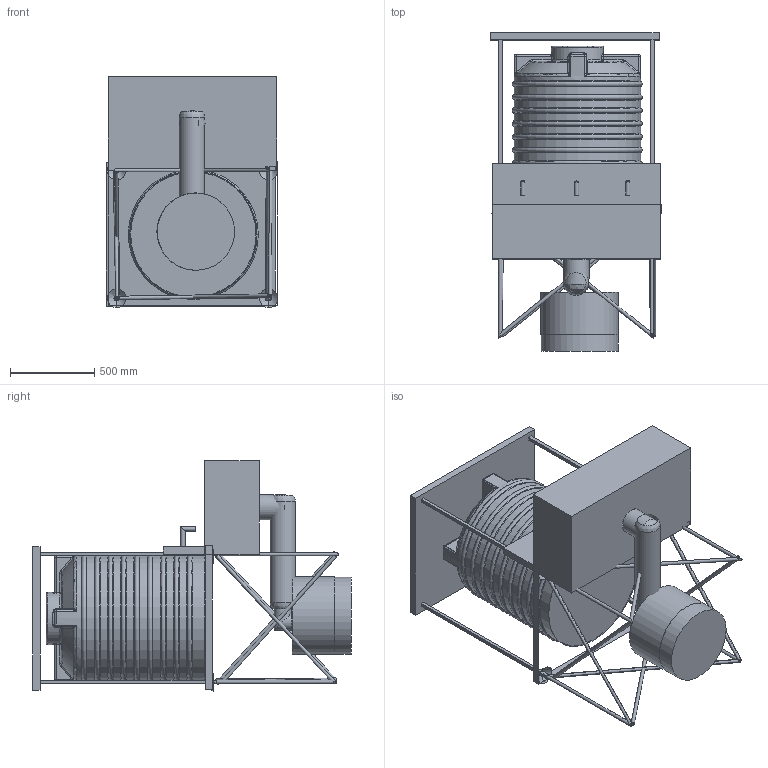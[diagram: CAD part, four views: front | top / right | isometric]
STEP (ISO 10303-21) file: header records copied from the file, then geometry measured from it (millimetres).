
FILE_DESCRIPTION(/* description */ (''),/* implementation_level */ '2;1');
FILE_NAME(/* name */ 'Stand Assy v2.step',/* time_stamp */ '2022-10-29T16:13:57+05:30',/* author */ (''),/* organization */ (''),/* preprocessor_version */ 'ST-DEVELOPER v19.2',/* originating_system */ 'Autodesk Translation Framework v11.17.0.187',/* authorisation */ '');
FILE_SCHEMA (('AUTOMOTIVE_DESIGN { 1 0 10303 214 3 1 1 }'));
Length unit declared in the file: millimetre
Products named in the file (7): Stand Assy; Water Way; Holding Frame Plate; Large Pipe; Screw; Base; WaterTank
Assembly tree (17 placements, depth 2):
  Stand Assy
    Water Way
    Large Pipe  x4
    Holding Frame Plate  x3
    Screw  x4
    Base  x4
    WaterTank
Bounding box: 1016.52 x 1887.67 x 1367.67 mm (x, y, z)
Volume: 161307783.7 mm3; surface area: 15008052.9 mm2
Topology: 23 solids, 29 shells, 521 faces, 1218 edges, 700 vertices
Faces by surface type: plane 157, cylinder 141, bspline 99, torus 83, sphere 32, cone 9
Full cylindrical faces by diameter (mm): 10 x8, 15 x6, 20 x14, 25 x6, 64 x2, 75 x1, 100 x2, 120 x1, 150 x3, 250 x1, 258 x1, 302 x1, 310 x1, 400 x1, 457.331 x1, 458.656 x1, 742 x1, 750 x10
Entity records: 20641 total; most frequent: CARTESIAN_POINT 11003, DIRECTION 2030, ORIENTED_EDGE 1916, EDGE_CURVE 963, AXIS2_PLACEMENT_3D 870, VERTEX_POINT 562, EDGE_LOOP 475, FACE_OUTER_BOUND 443
